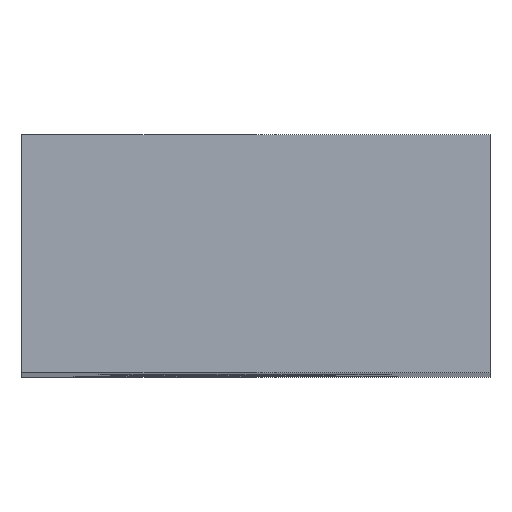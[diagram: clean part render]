
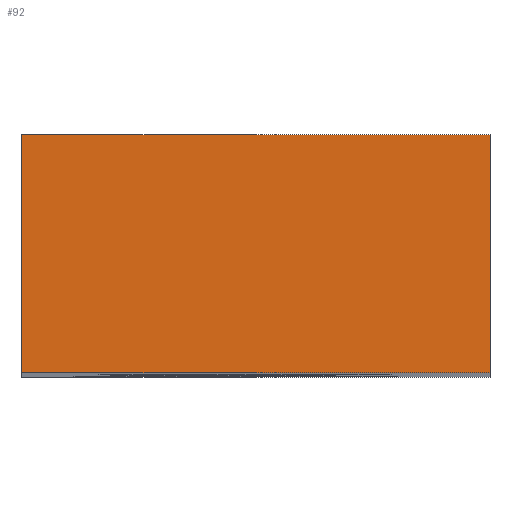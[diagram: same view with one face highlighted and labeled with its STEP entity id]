
A CAD part, top view. The second image highlights one B-rep face of the part: STEP entity #92.
In plain terms, the highlighted planar face has unit normal (0, 0, 1).
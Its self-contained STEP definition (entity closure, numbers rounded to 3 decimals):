
#16 = AXIS2_PLACEMENT_3D ( 'NONE', #150, #149, #148 ) ;
#20 = VECTOR ( 'NONE', #230, 1000. ) ;
#22 = FACE_OUTER_BOUND ( 'NONE', #280, .T. ) ;
#66 = EDGE_CURVE ( 'NONE', #275, #263, #232, .T. ) ;
#88 = EDGE_CURVE ( 'NONE', #268, #263, #162, .T. ) ;
#91 = EDGE_CURVE ( 'NONE', #274, #268, #153, .T. ) ;
#92 = ADVANCED_FACE ( 'NONE', ( #22 ), #154, .F. ) ;
#98 = EDGE_CURVE ( 'NONE', #274, #275, #131, .T. ) ;
#129 = DIRECTION ( 'NONE',  ( 1., 0., 0. ) ) ;
#130 = CARTESIAN_POINT ( 'NONE',  ( -18.825, 10., 51.698 ) ) ;
#131 = LINE ( 'NONE', #130, #437 ) ;
#148 = DIRECTION ( 'NONE',  ( -1., 0., 0. ) ) ;
#149 = DIRECTION ( 'NONE',  ( 0., 0., -1. ) ) ;
#150 = CARTESIAN_POINT ( 'NONE',  ( -18.825, 10., 51.698 ) ) ;
#151 = DIRECTION ( 'NONE',  ( 0., -1., 0. ) ) ;
#152 = CARTESIAN_POINT ( 'NONE',  ( -18.825, 10., 51.698 ) ) ;
#153 = LINE ( 'NONE', #152, #416 ) ;
#154 = PLANE ( 'NONE',  #16 ) ;
#160 = DIRECTION ( 'NONE',  ( 1., 0., 0. ) ) ;
#161 = CARTESIAN_POINT ( 'NONE',  ( -18.825, 0., 51.698 ) ) ;
#162 = LINE ( 'NONE', #161, #420 ) ;
#230 = DIRECTION ( 'NONE',  ( 0., -1., 0. ) ) ;
#231 = CARTESIAN_POINT ( 'NONE',  ( 0.843, 10., 51.698 ) ) ;
#232 = LINE ( 'NONE', #231, #20 ) ;
#263 = VERTEX_POINT ( 'NONE', #361 ) ;
#268 = VERTEX_POINT ( 'NONE', #366 ) ;
#274 = VERTEX_POINT ( 'NONE', #372 ) ;
#275 = VERTEX_POINT ( 'NONE', #373 ) ;
#280 = EDGE_LOOP ( 'NONE', ( #301, #300, #302, #298 ) ) ;
#298 = ORIENTED_EDGE ( 'NONE', *, *, #91, .T. ) ;
#300 = ORIENTED_EDGE ( 'NONE', *, *, #66, .F. ) ;
#301 = ORIENTED_EDGE ( 'NONE', *, *, #88, .T. ) ;
#302 = ORIENTED_EDGE ( 'NONE', *, *, #98, .F. ) ;
#361 = CARTESIAN_POINT ( 'NONE',  ( 0.843, 0., 51.698 ) ) ;
#366 = CARTESIAN_POINT ( 'NONE',  ( -18.825, 0., 51.698 ) ) ;
#372 = CARTESIAN_POINT ( 'NONE',  ( -18.825, 10., 51.698 ) ) ;
#373 = CARTESIAN_POINT ( 'NONE',  ( 0.843, 10., 51.698 ) ) ;
#416 = VECTOR ( 'NONE', #151, 1000. ) ;
#420 = VECTOR ( 'NONE', #160, 1000. ) ;
#437 = VECTOR ( 'NONE', #129, 1000. ) ;
